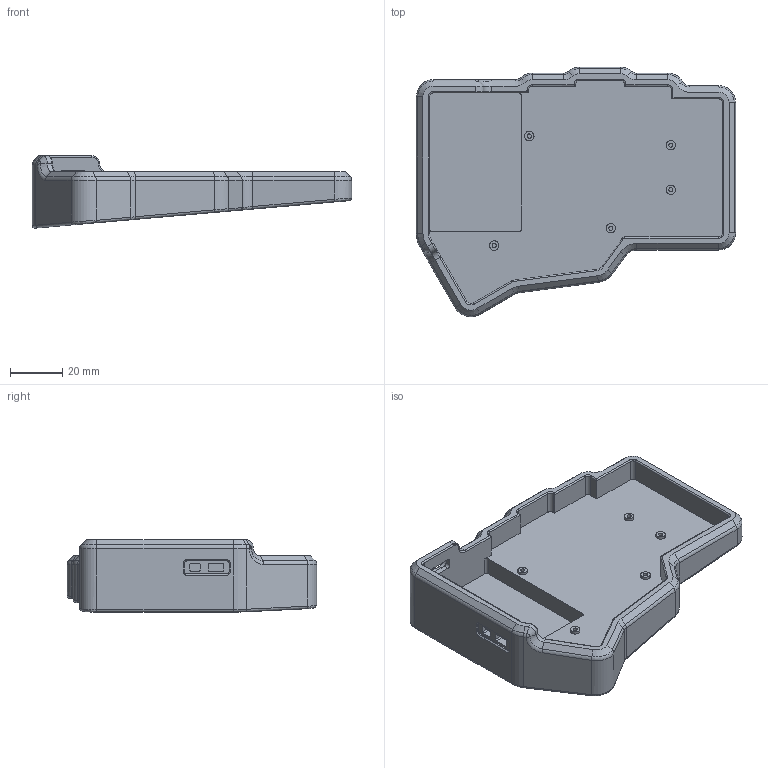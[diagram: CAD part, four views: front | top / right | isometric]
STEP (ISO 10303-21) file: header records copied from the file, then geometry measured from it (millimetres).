
FILE_DESCRIPTION(/* description */ (''),/* implementation_level */ '2;1');
FILE_NAME(/* name */ 'leftInset.step',/* time_stamp */ '2023-07-31T11:49:13-04:00',/* author */ (''),/* organization */ (''),/* preprocessor_version */ 'ST-DEVELOPER v20',/* originating_system */ 'Autodesk Translation Framework v12.9.0.99',/* authorisation */ '');
FILE_SCHEMA (('AUTOMOTIVE_DESIGN { 1 0 10303 214 3 1 1 }'));
Length unit declared in the file: millimetre
Products named in the file (1): leftInset
Bounding box: 121.8 x 95.17 x 27.56 mm (x, y, z)
Volume: 74281.5 mm3; surface area: 30030.2 mm2
Topology: 1 solids, 1 shells, 314 faces, 726 edges, 428 vertices
Faces by surface type: cylinder 117, plane 109, cone 36, torus 33, bspline 19
Full cylindrical faces by diameter (mm): 1.6 x5, 3.6 x5
Entity records: 9277 total; most frequent: CARTESIAN_POINT 1964, DIRECTION 1632, ORIENTED_EDGE 1448, EDGE_CURVE 724, AXIS2_PLACEMENT_3D 618, VERTEX_POINT 428, LINE 396, VECTOR 396
